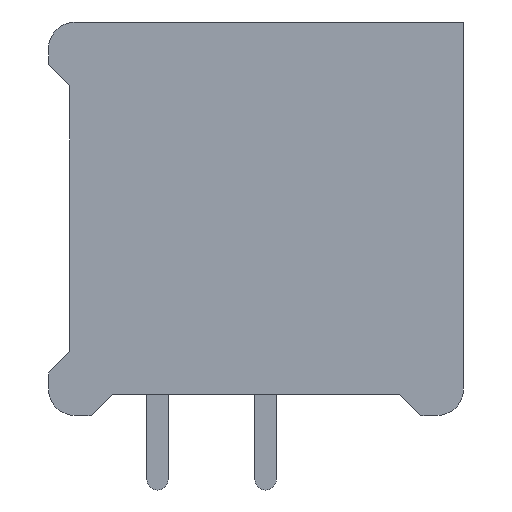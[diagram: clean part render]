
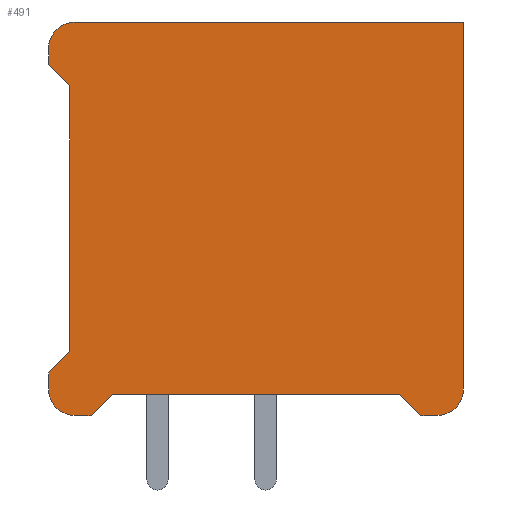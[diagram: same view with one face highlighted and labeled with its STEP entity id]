
A CAD part, left-side view. The second image highlights one B-rep face of the part: STEP entity #491.
In plain terms, the highlighted planar face has unit normal (-1, 0, 0).
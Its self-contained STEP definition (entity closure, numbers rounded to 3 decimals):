
#92=AXIS2_PLACEMENT_3D('Circle Axis2P3D',#90,#91,$) ;
#273=AXIS2_PLACEMENT_3D('Circle Axis2P3D',#271,#272,$) ;
#454=AXIS2_PLACEMENT_3D('Circle Axis2P3D',#452,#453,$) ;
#467=AXIS2_PLACEMENT_3D('Plane Axis2P3D',#464,#465,#466) ;
#49=CARTESIAN_POINT('Vertex',(0.,18.25,22.)) ;
#52=CARTESIAN_POINT('Line Origine',(0.,9.125,22.)) ;
#56=CARTESIAN_POINT('Vertex',(0.,0.,22.)) ;
#87=CARTESIAN_POINT('Vertex',(0.,19.5,20.75)) ;
#90=CARTESIAN_POINT('Axis2P3D Location',(0.,18.25,20.75)) ;
#118=CARTESIAN_POINT('Vertex',(0.,19.5,20.)) ;
#121=CARTESIAN_POINT('Line Origine',(0.,19.5,20.375)) ;
#149=CARTESIAN_POINT('Vertex',(0.,18.5,19.)) ;
#152=CARTESIAN_POINT('Line Origine',(0.,19.,19.5)) ;
#180=CARTESIAN_POINT('Vertex',(0.,18.5,6.5)) ;
#183=CARTESIAN_POINT('Line Origine',(0.,18.5,12.75)) ;
#211=CARTESIAN_POINT('Vertex',(0.,19.5,5.5)) ;
#214=CARTESIAN_POINT('Line Origine',(0.,19.,6.)) ;
#237=CARTESIAN_POINT('Vertex',(0.,19.5,4.75)) ;
#240=CARTESIAN_POINT('Line Origine',(0.,19.5,5.125)) ;
#268=CARTESIAN_POINT('Vertex',(0.,18.25,3.5)) ;
#271=CARTESIAN_POINT('Axis2P3D Location',(0.,18.25,4.75)) ;
#299=CARTESIAN_POINT('Vertex',(0.,17.5,3.5)) ;
#302=CARTESIAN_POINT('Line Origine',(0.,17.875,3.5)) ;
#330=CARTESIAN_POINT('Vertex',(0.,16.5,4.5)) ;
#333=CARTESIAN_POINT('Line Origine',(0.,17.,4.)) ;
#361=CARTESIAN_POINT('Vertex',(0.,3.,4.5)) ;
#364=CARTESIAN_POINT('Line Origine',(0.,9.75,4.5)) ;
#392=CARTESIAN_POINT('Vertex',(0.,2.,3.5)) ;
#395=CARTESIAN_POINT('Line Origine',(0.,2.5,4.)) ;
#418=CARTESIAN_POINT('Vertex',(0.,1.25,3.5)) ;
#421=CARTESIAN_POINT('Line Origine',(0.,1.625,3.5)) ;
#449=CARTESIAN_POINT('Vertex',(0.,0.,4.75)) ;
#452=CARTESIAN_POINT('Axis2P3D Location',(0.,1.25,4.75)) ;
#464=CARTESIAN_POINT('Axis2P3D Location',(0.,0.,0.)) ;
#469=CARTESIAN_POINT('Line Origine',(0.,0.,13.375)) ;
#53=DIRECTION('Vector Direction',(0.,-1.,0.)) ;
#91=DIRECTION('Axis2P3D Direction',(-1.,0.,0.)) ;
#122=DIRECTION('Vector Direction',(0.,0.,-1.)) ;
#153=DIRECTION('Vector Direction',(0.,-0.707,-0.707)) ;
#184=DIRECTION('Vector Direction',(0.,0.,1.)) ;
#215=DIRECTION('Vector Direction',(0.,-0.707,0.707)) ;
#241=DIRECTION('Vector Direction',(0.,0.,1.)) ;
#272=DIRECTION('Axis2P3D Direction',(-1.,0.,0.)) ;
#303=DIRECTION('Vector Direction',(0.,1.,0.)) ;
#334=DIRECTION('Vector Direction',(0.,0.707,-0.707)) ;
#365=DIRECTION('Vector Direction',(0.,1.,0.)) ;
#396=DIRECTION('Vector Direction',(0.,0.707,0.707)) ;
#422=DIRECTION('Vector Direction',(0.,1.,0.)) ;
#453=DIRECTION('Axis2P3D Direction',(-1.,0.,0.)) ;
#465=DIRECTION('Axis2P3D Direction',(-1.,0.,0.)) ;
#466=DIRECTION('Axis2P3D XDirection',(0.,0.,1.)) ;
#470=DIRECTION('Vector Direction',(0.,0.,-1.)) ;
#54=VECTOR('Line Direction',#53,1.) ;
#123=VECTOR('Line Direction',#122,1.) ;
#154=VECTOR('Line Direction',#153,1.) ;
#185=VECTOR('Line Direction',#184,1.) ;
#216=VECTOR('Line Direction',#215,1.) ;
#242=VECTOR('Line Direction',#241,1.) ;
#304=VECTOR('Line Direction',#303,1.) ;
#335=VECTOR('Line Direction',#334,1.) ;
#366=VECTOR('Line Direction',#365,1.) ;
#397=VECTOR('Line Direction',#396,1.) ;
#423=VECTOR('Line Direction',#422,1.) ;
#471=VECTOR('Line Direction',#470,1.) ;
#475=ORIENTED_EDGE('',*,*,#58,.T.) ;
#476=ORIENTED_EDGE('',*,*,#94,.T.) ;
#477=ORIENTED_EDGE('',*,*,#125,.T.) ;
#478=ORIENTED_EDGE('',*,*,#156,.T.) ;
#479=ORIENTED_EDGE('',*,*,#187,.T.) ;
#480=ORIENTED_EDGE('',*,*,#218,.T.) ;
#481=ORIENTED_EDGE('',*,*,#244,.T.) ;
#482=ORIENTED_EDGE('',*,*,#275,.T.) ;
#483=ORIENTED_EDGE('',*,*,#306,.T.) ;
#484=ORIENTED_EDGE('',*,*,#337,.T.) ;
#485=ORIENTED_EDGE('',*,*,#368,.T.) ;
#486=ORIENTED_EDGE('',*,*,#399,.T.) ;
#487=ORIENTED_EDGE('',*,*,#425,.T.) ;
#488=ORIENTED_EDGE('',*,*,#456,.T.) ;
#489=ORIENTED_EDGE('',*,*,#473,.T.) ;
#491=ADVANCED_FACE('Housing',(#490),#468,.T.) ;
#93=CIRCLE('generated circle',#92,1.25) ;
#274=CIRCLE('generated circle',#273,1.25) ;
#455=CIRCLE('generated circle',#454,1.25) ;
#58=EDGE_CURVE('',#57,#50,#55,.F.) ;
#94=EDGE_CURVE('',#50,#88,#93,.T.) ;
#125=EDGE_CURVE('',#88,#119,#124,.T.) ;
#156=EDGE_CURVE('',#119,#150,#155,.T.) ;
#187=EDGE_CURVE('',#150,#181,#186,.F.) ;
#218=EDGE_CURVE('',#181,#212,#217,.F.) ;
#244=EDGE_CURVE('',#212,#238,#243,.F.) ;
#275=EDGE_CURVE('',#238,#269,#274,.T.) ;
#306=EDGE_CURVE('',#269,#300,#305,.F.) ;
#337=EDGE_CURVE('',#300,#331,#336,.F.) ;
#368=EDGE_CURVE('',#331,#362,#367,.F.) ;
#399=EDGE_CURVE('',#362,#393,#398,.F.) ;
#425=EDGE_CURVE('',#393,#419,#424,.F.) ;
#456=EDGE_CURVE('',#419,#450,#455,.T.) ;
#473=EDGE_CURVE('',#450,#57,#472,.F.) ;
#474=EDGE_LOOP('',(#475,#476,#477,#478,#479,#480,#481,#482,#483,#484,#485,#486,#487,#488,#489)) ;
#490=FACE_OUTER_BOUND('',#474,.T.) ;
#55=LINE('Line',#52,#54) ;
#124=LINE('Line',#121,#123) ;
#155=LINE('Line',#152,#154) ;
#186=LINE('Line',#183,#185) ;
#217=LINE('Line',#214,#216) ;
#243=LINE('Line',#240,#242) ;
#305=LINE('Line',#302,#304) ;
#336=LINE('Line',#333,#335) ;
#367=LINE('Line',#364,#366) ;
#398=LINE('Line',#395,#397) ;
#424=LINE('Line',#421,#423) ;
#472=LINE('Line',#469,#471) ;
#468=PLANE('',#467) ;
#50=VERTEX_POINT('',#49) ;
#57=VERTEX_POINT('',#56) ;
#88=VERTEX_POINT('',#87) ;
#119=VERTEX_POINT('',#118) ;
#150=VERTEX_POINT('',#149) ;
#181=VERTEX_POINT('',#180) ;
#212=VERTEX_POINT('',#211) ;
#238=VERTEX_POINT('',#237) ;
#269=VERTEX_POINT('',#268) ;
#300=VERTEX_POINT('',#299) ;
#331=VERTEX_POINT('',#330) ;
#362=VERTEX_POINT('',#361) ;
#393=VERTEX_POINT('',#392) ;
#419=VERTEX_POINT('',#418) ;
#450=VERTEX_POINT('',#449) ;
